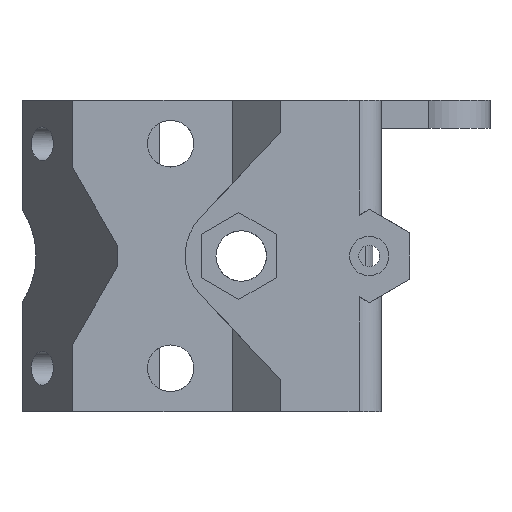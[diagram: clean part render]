
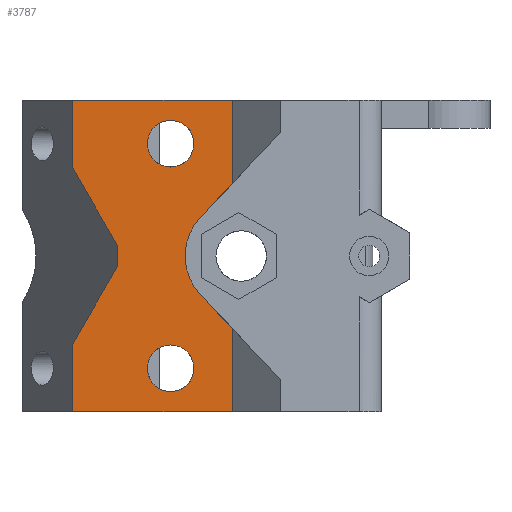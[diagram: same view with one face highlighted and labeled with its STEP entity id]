
A CAD part, left-side view. The second image highlights one B-rep face of the part: STEP entity #3787.
In plain terms, the highlighted planar face has unit normal (-1, 0, 0).
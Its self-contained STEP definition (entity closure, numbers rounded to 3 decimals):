
#35=FACE_BOUND('',#481,.T.);
#36=FACE_BOUND('',#482,.T.);
#100=PLANE('',#4035);
#259=FACE_OUTER_BOUND('',#480,.T.);
#480=EDGE_LOOP('',(#2821,#2822,#2823,#2824,#2825,#2826,#2827,#2828,#2829,
#2830));
#481=EDGE_LOOP('',(#2831));
#482=EDGE_LOOP('',(#2832));
#675=LINE('',#5405,#1095);
#761=LINE('',#5771,#1181);
#763=LINE('',#5774,#1183);
#765=LINE('',#5779,#1185);
#767=LINE('',#5782,#1187);
#768=LINE('',#5785,#1188);
#785=LINE('',#5835,#1205);
#786=LINE('',#5837,#1206);
#787=LINE('',#5840,#1207);
#1095=VECTOR('',#4310,10.);
#1181=VECTOR('',#4510,10.);
#1183=VECTOR('',#4514,10.);
#1185=VECTOR('',#4518,10.);
#1187=VECTOR('',#4522,10.);
#1188=VECTOR('',#4525,10.);
#1205=VECTOR('',#4560,20.);
#1206=VECTOR('',#4561,10.);
#1207=VECTOR('',#4564,10.);
#1535=CIRCLE('',#4036,4.5);
#1536=CIRCLE('',#4037,4.15);
#1537=CIRCLE('',#4038,4.15);
#1658=VERTEX_POINT('',#5402);
#1659=VERTEX_POINT('',#5404);
#1737=VERTEX_POINT('',#5768);
#1738=VERTEX_POINT('',#5770);
#1739=VERTEX_POINT('',#5776);
#1740=VERTEX_POINT('',#5778);
#1741=VERTEX_POINT('',#5784);
#1765=VERTEX_POINT('',#5834);
#1766=VERTEX_POINT('',#5836);
#1767=VERTEX_POINT('',#5838);
#1768=VERTEX_POINT('',#5841);
#1769=VERTEX_POINT('',#5843);
#2027=EDGE_CURVE('',#1658,#1659,#675,.T.);
#2139=EDGE_CURVE('',#1738,#1737,#761,.T.);
#2141=EDGE_CURVE('',#1737,#1659,#763,.T.);
#2143=EDGE_CURVE('',#1739,#1740,#765,.T.);
#2145=EDGE_CURVE('',#1740,#1658,#767,.T.);
#2146=EDGE_CURVE('',#1741,#1738,#768,.T.);
#2171=EDGE_CURVE('',#1739,#1765,#785,.T.);
#2172=EDGE_CURVE('',#1766,#1765,#786,.T.);
#2173=EDGE_CURVE('',#1766,#1767,#1535,.T.);
#2174=EDGE_CURVE('',#1741,#1767,#787,.T.);
#2175=EDGE_CURVE('',#1768,#1768,#1536,.T.);
#2176=EDGE_CURVE('',#1769,#1769,#1537,.T.);
#2821=ORIENTED_EDGE('',*,*,#2171,.T.);
#2822=ORIENTED_EDGE('',*,*,#2172,.F.);
#2823=ORIENTED_EDGE('',*,*,#2173,.T.);
#2824=ORIENTED_EDGE('',*,*,#2174,.F.);
#2825=ORIENTED_EDGE('',*,*,#2146,.T.);
#2826=ORIENTED_EDGE('',*,*,#2139,.T.);
#2827=ORIENTED_EDGE('',*,*,#2141,.T.);
#2828=ORIENTED_EDGE('',*,*,#2027,.F.);
#2829=ORIENTED_EDGE('',*,*,#2145,.F.);
#2830=ORIENTED_EDGE('',*,*,#2143,.F.);
#2831=ORIENTED_EDGE('',*,*,#2175,.T.);
#2832=ORIENTED_EDGE('',*,*,#2176,.T.);
#3787=ADVANCED_FACE('',(#259,#35,#36),#100,.T.);
#4035=AXIS2_PLACEMENT_3D('',#5833,#4558,#4559);
#4036=AXIS2_PLACEMENT_3D('',#5839,#4562,#4563);
#4037=AXIS2_PLACEMENT_3D('',#5842,#4565,#4566);
#4038=AXIS2_PLACEMENT_3D('',#5844,#4567,#4568);
#4310=DIRECTION('',(0.,0.,1.));
#4510=DIRECTION('',(0.,0.,-1.));
#4514=DIRECTION('',(0.,-0.5,-0.866));
#4518=DIRECTION('',(0.,0.,1.));
#4522=DIRECTION('',(0.,-0.5,0.866));
#4525=DIRECTION('',(0.,1.,0.));
#4558=DIRECTION('center_axis',(-1.,0.,0.));
#4559=DIRECTION('ref_axis',(0.,1.,0.));
#4560=DIRECTION('',(0.,-1.,0.));
#4561=DIRECTION('',(0.,0.,-1.));
#4562=DIRECTION('center_axis',(1.,0.,0.));
#4563=DIRECTION('ref_axis',(0.,0.,-1.));
#4564=DIRECTION('',(0.,0.,-1.));
#4565=DIRECTION('center_axis',(1.,0.,0.));
#4566=DIRECTION('ref_axis',(0.,0.,-1.));
#4567=DIRECTION('center_axis',(1.,0.,0.));
#4568=DIRECTION('ref_axis',(0.,0.,-1.));
#5402=CARTESIAN_POINT('',(-10.,20.477,-29.644));
#5404=CARTESIAN_POINT('',(-10.,20.477,-25.856));
#5405=CARTESIAN_POINT('',(-10.,20.477,0.));
#5768=CARTESIAN_POINT('',(-10.,28.477,-12.));
#5770=CARTESIAN_POINT('',(-10.,28.477,0.));
#5771=CARTESIAN_POINT('',(-10.,28.477,0.));
#5774=CARTESIAN_POINT('',(-10.,28.477,-12.));
#5776=CARTESIAN_POINT('',(-10.,28.477,-55.5));
#5778=CARTESIAN_POINT('',(-10.,28.477,-43.5));
#5779=CARTESIAN_POINT('',(-10.,28.477,-55.5));
#5782=CARTESIAN_POINT('',(-10.,28.477,-43.5));
#5784=CARTESIAN_POINT('',(-10.,0.,0.));
#5785=CARTESIAN_POINT('',(-10.,20.477,0.));
#5833=CARTESIAN_POINT('Origin',(-10.,0.,0.));
#5834=CARTESIAN_POINT('',(-10.,0.,-55.5));
#5835=CARTESIAN_POINT('',(-10.,0.,-55.5));
#5836=CARTESIAN_POINT('',(-10.,0.,-31.966));
#5837=CARTESIAN_POINT('',(-10.,0.,0.));
#5838=CARTESIAN_POINT('',(-10.,0.,-23.534));
#5839=CARTESIAN_POINT('Origin',(-10.,-1.575,-27.75));
#5840=CARTESIAN_POINT('',(-10.,0.,0.));
#5841=CARTESIAN_POINT('',(-10.,11.,-43.6));
#5842=CARTESIAN_POINT('Origin',(-10.,11.,-47.75));
#5843=CARTESIAN_POINT('',(-10.,11.,-3.6));
#5844=CARTESIAN_POINT('Origin',(-10.,11.,-7.75));
